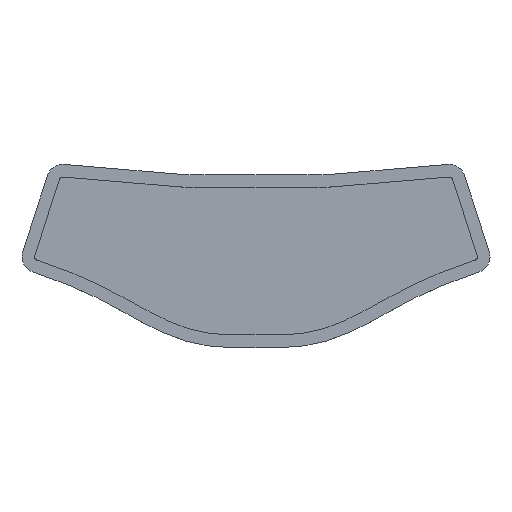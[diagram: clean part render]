
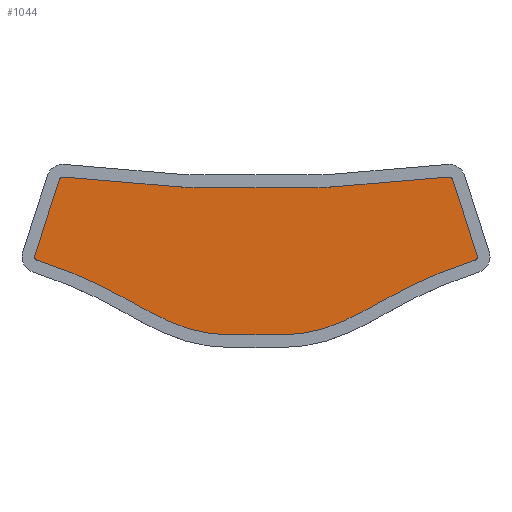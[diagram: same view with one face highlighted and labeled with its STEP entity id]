
A CAD part, top view. The second image highlights one B-rep face of the part: STEP entity #1044.
In plain terms, the highlighted planar face has unit normal (0, 0, 1).
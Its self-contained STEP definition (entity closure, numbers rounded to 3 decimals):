
#94=FACE_OUTER_BOUND('',#148,.T.);
#148=EDGE_LOOP('',(#911,#912,#913,#914,#915,#916,#917,#918,#919,#920,#921,
#922,#923,#924,#925,#926,#927,#928,#929,#930,#931,#932,#933,#934,#935));
#181=CIRCLE('',#1106,175.);
#182=CIRCLE('',#1110,2.5);
#183=CIRCLE('',#1113,2.5);
#184=CIRCLE('',#1116,306.5);
#185=CIRCLE('',#1118,293.5);
#186=CIRCLE('',#1120,93.5);
#187=CIRCLE('',#1123,93.5);
#188=CIRCLE('',#1127,293.5);
#189=CIRCLE('',#1129,306.5);
#190=CIRCLE('',#1133,2.5);
#191=CIRCLE('',#1136,2.5);
#192=CIRCLE('',#1139,175.);
#246=LINE('',#1636,#350);
#248=LINE('',#1640,#352);
#251=LINE('',#1648,#355);
#254=LINE('',#1656,#358);
#259=LINE('',#1672,#363);
#264=LINE('',#1685,#368);
#271=LINE('',#1703,#375);
#274=LINE('',#1708,#378);
#277=LINE('',#1716,#381);
#279=LINE('',#1722,#383);
#281=LINE('',#1728,#385);
#284=LINE('',#1734,#388);
#302=LINE('',#1782,#406);
#350=VECTOR('',#1307,10.);
#352=VECTOR('',#1311,10.);
#355=VECTOR('',#1320,10.);
#358=VECTOR('',#1329,10.);
#363=VECTOR('',#1348,10.);
#368=VECTOR('',#1361,10.);
#375=VECTOR('',#1378,10.);
#378=VECTOR('',#1383,10.);
#381=VECTOR('',#1392,10.);
#383=VECTOR('',#1400,10.);
#385=VECTOR('',#1408,10.);
#388=VECTOR('',#1413,10.);
#406=VECTOR('',#1469,10.);
#468=VERTEX_POINT('',#1626);
#469=VERTEX_POINT('',#1628);
#471=VERTEX_POINT('',#1634);
#472=VERTEX_POINT('',#1638);
#473=VERTEX_POINT('',#1642);
#474=VERTEX_POINT('',#1646);
#475=VERTEX_POINT('',#1650);
#476=VERTEX_POINT('',#1654);
#477=VERTEX_POINT('',#1658);
#478=VERTEX_POINT('',#1662);
#479=VERTEX_POINT('',#1666);
#480=VERTEX_POINT('',#1670);
#481=VERTEX_POINT('',#1674);
#483=VERTEX_POINT('',#1682);
#484=VERTEX_POINT('',#1684);
#487=VERTEX_POINT('',#1692);
#488=VERTEX_POINT('',#1696);
#489=VERTEX_POINT('',#1700);
#490=VERTEX_POINT('',#1702);
#491=VERTEX_POINT('',#1706);
#492=VERTEX_POINT('',#1710);
#493=VERTEX_POINT('',#1714);
#494=VERTEX_POINT('',#1720);
#495=VERTEX_POINT('',#1724);
#497=VERTEX_POINT('',#1732);
#583=EDGE_CURVE('',#468,#469,#181,.T.);
#587=EDGE_CURVE('',#471,#468,#246,.T.);
#589=EDGE_CURVE('',#472,#471,#248,.T.);
#591=EDGE_CURVE('',#473,#472,#182,.T.);
#593=EDGE_CURVE('',#474,#473,#251,.T.);
#595=EDGE_CURVE('',#475,#474,#183,.T.);
#597=EDGE_CURVE('',#476,#475,#254,.T.);
#599=EDGE_CURVE('',#477,#476,#184,.T.);
#601=EDGE_CURVE('',#478,#477,#185,.T.);
#603=EDGE_CURVE('',#479,#478,#186,.T.);
#605=EDGE_CURVE('',#480,#479,#259,.T.);
#607=EDGE_CURVE('',#480,#481,#187,.T.);
#611=EDGE_CURVE('',#483,#484,#264,.T.);
#616=EDGE_CURVE('',#481,#487,#188,.T.);
#618=EDGE_CURVE('',#487,#488,#189,.T.);
#620=EDGE_CURVE('',#490,#489,#271,.T.);
#623=EDGE_CURVE('',#488,#491,#274,.T.);
#625=EDGE_CURVE('',#491,#492,#190,.T.);
#627=EDGE_CURVE('',#492,#493,#277,.T.);
#628=EDGE_CURVE('',#493,#490,#191,.T.);
#630=EDGE_CURVE('',#489,#494,#279,.T.);
#632=EDGE_CURVE('',#494,#495,#192,.T.);
#633=EDGE_CURVE('',#495,#484,#281,.T.);
#636=EDGE_CURVE('',#483,#497,#284,.T.);
#660=EDGE_CURVE('',#469,#497,#302,.T.);
#911=ORIENTED_EDGE('',*,*,#636,.T.);
#912=ORIENTED_EDGE('',*,*,#660,.F.);
#913=ORIENTED_EDGE('',*,*,#583,.F.);
#914=ORIENTED_EDGE('',*,*,#587,.F.);
#915=ORIENTED_EDGE('',*,*,#589,.F.);
#916=ORIENTED_EDGE('',*,*,#591,.F.);
#917=ORIENTED_EDGE('',*,*,#593,.F.);
#918=ORIENTED_EDGE('',*,*,#595,.F.);
#919=ORIENTED_EDGE('',*,*,#597,.F.);
#920=ORIENTED_EDGE('',*,*,#599,.F.);
#921=ORIENTED_EDGE('',*,*,#601,.F.);
#922=ORIENTED_EDGE('',*,*,#603,.F.);
#923=ORIENTED_EDGE('',*,*,#605,.F.);
#924=ORIENTED_EDGE('',*,*,#607,.T.);
#925=ORIENTED_EDGE('',*,*,#616,.T.);
#926=ORIENTED_EDGE('',*,*,#618,.T.);
#927=ORIENTED_EDGE('',*,*,#623,.T.);
#928=ORIENTED_EDGE('',*,*,#625,.T.);
#929=ORIENTED_EDGE('',*,*,#627,.T.);
#930=ORIENTED_EDGE('',*,*,#628,.T.);
#931=ORIENTED_EDGE('',*,*,#620,.T.);
#932=ORIENTED_EDGE('',*,*,#630,.T.);
#933=ORIENTED_EDGE('',*,*,#632,.T.);
#934=ORIENTED_EDGE('',*,*,#633,.T.);
#935=ORIENTED_EDGE('',*,*,#611,.F.);
#991=PLANE('',#1160);
#1044=ADVANCED_FACE('',(#94),#991,.T.);
#1106=AXIS2_PLACEMENT_3D('',#1629,#1300,#1301);
#1110=AXIS2_PLACEMENT_3D('',#1644,#1315,#1316);
#1113=AXIS2_PLACEMENT_3D('',#1652,#1324,#1325);
#1116=AXIS2_PLACEMENT_3D('',#1660,#1333,#1334);
#1118=AXIS2_PLACEMENT_3D('',#1664,#1338,#1339);
#1120=AXIS2_PLACEMENT_3D('',#1668,#1343,#1344);
#1123=AXIS2_PLACEMENT_3D('',#1676,#1352,#1353);
#1127=AXIS2_PLACEMENT_3D('',#1694,#1368,#1369);
#1129=AXIS2_PLACEMENT_3D('',#1698,#1373,#1374);
#1133=AXIS2_PLACEMENT_3D('',#1712,#1387,#1388);
#1136=AXIS2_PLACEMENT_3D('',#1718,#1395,#1396);
#1139=AXIS2_PLACEMENT_3D('',#1726,#1404,#1405);
#1160=AXIS2_PLACEMENT_3D('',#1781,#1467,#1468);
#1300=DIRECTION('center_axis',(0.,0.,1.));
#1301=DIRECTION('ref_axis',(-0.085,-0.996,0.));
#1307=DIRECTION('',(0.996,-0.085,0.));
#1311=DIRECTION('',(0.996,-0.085,0.));
#1315=DIRECTION('center_axis',(0.,0.,-1.));
#1316=DIRECTION('ref_axis',(0.085,0.996,0.));
#1320=DIRECTION('',(0.309,0.951,0.));
#1324=DIRECTION('center_axis',(0.,0.,-1.));
#1325=DIRECTION('ref_axis',(-0.951,0.309,0.));
#1329=DIRECTION('',(-0.951,0.309,0.));
#1333=DIRECTION('center_axis',(0.,0.,1.));
#1334=DIRECTION('ref_axis',(0.499,0.867,0.));
#1338=DIRECTION('center_axis',(0.,0.,-1.));
#1339=DIRECTION('ref_axis',(-0.499,-0.867,0.));
#1343=DIRECTION('center_axis',(0.,0.,-1.));
#1344=DIRECTION('ref_axis',(-0.416,-0.909,0.));
#1348=DIRECTION('',(-1.,0.,0.));
#1352=DIRECTION('center_axis',(0.,0.,1.));
#1353=DIRECTION('ref_axis',(0.416,-0.909,0.));
#1361=DIRECTION('',(1.,0.,0.));
#1368=DIRECTION('center_axis',(0.,0.,1.));
#1369=DIRECTION('ref_axis',(0.499,-0.867,0.));
#1373=DIRECTION('center_axis',(0.,0.,-1.));
#1374=DIRECTION('ref_axis',(-0.499,0.867,0.));
#1378=DIRECTION('',(-0.996,-0.085,0.));
#1383=DIRECTION('',(0.951,0.309,0.));
#1387=DIRECTION('center_axis',(0.,0.,1.));
#1388=DIRECTION('ref_axis',(0.951,0.309,0.));
#1392=DIRECTION('',(-0.309,0.951,0.));
#1395=DIRECTION('center_axis',(0.,0.,1.));
#1396=DIRECTION('ref_axis',(-0.085,0.996,0.));
#1400=DIRECTION('',(-0.996,-0.085,0.));
#1404=DIRECTION('center_axis',(0.,0.,-1.));
#1405=DIRECTION('ref_axis',(0.085,-0.996,0.));
#1408=DIRECTION('',(-1.,0.,0.));
#1413=DIRECTION('',(-1.,0.,0.));
#1467=DIRECTION('center_axis',(0.,0.,1.));
#1468=DIRECTION('ref_axis',(-1.,0.,0.));
#1469=DIRECTION('',(1.,0.,0.));
#1626=CARTESIAN_POINT('',(-50.662,46.5,-5.6));
#1628=CARTESIAN_POINT('',(-35.818,45.869,-5.6));
#1629=CARTESIAN_POINT('Origin',(-35.818,220.869,-5.6));
#1634=CARTESIAN_POINT('',(-59.604,47.261,-5.6));
#1636=CARTESIAN_POINT('',(-59.604,47.261,-5.6));
#1638=CARTESIAN_POINT('',(-122.238,52.593,-5.6));
#1640=CARTESIAN_POINT('',(-122.238,52.593,-5.6));
#1642=CARTESIAN_POINT('',(-124.828,50.875,-5.6));
#1644=CARTESIAN_POINT('Origin',(-122.45,50.102,-5.6));
#1646=CARTESIAN_POINT('',(-140.424,2.871,-5.6));
#1648=CARTESIAN_POINT('',(-140.424,2.871,-5.6));
#1650=CARTESIAN_POINT('',(-138.819,-0.279,-5.6));
#1652=CARTESIAN_POINT('Origin',(-138.046,2.098,-5.6));
#1654=CARTESIAN_POINT('',(-137.492,-0.71,-5.6));
#1656=CARTESIAN_POINT('',(-137.492,-0.71,-5.6));
#1658=CARTESIAN_POINT('',(-79.218,-26.621,-5.6));
#1660=CARTESIAN_POINT('Origin',(-232.203,-292.21,-5.6));
#1662=CARTESIAN_POINT('',(-54.86,-39.175,-5.6));
#1664=CARTESIAN_POINT('Origin',(67.279,227.704,-5.6));
#1666=CARTESIAN_POINT('',(-15.95,-47.656,-5.6));
#1668=CARTESIAN_POINT('Origin',(-15.95,45.844,-5.6));
#1670=CARTESIAN_POINT('',(15.95,-47.656,-5.6));
#1672=CARTESIAN_POINT('',(15.95,-47.656,-5.6));
#1674=CARTESIAN_POINT('',(54.86,-39.175,-5.6));
#1676=CARTESIAN_POINT('Origin',(15.95,45.844,-5.6));
#1682=CARTESIAN_POINT('',(0.,45.869,-5.6));
#1684=CARTESIAN_POINT('',(28.907,45.869,-5.6));
#1685=CARTESIAN_POINT('',(23.909,45.869,-5.6));
#1692=CARTESIAN_POINT('',(79.218,-26.621,-5.6));
#1694=CARTESIAN_POINT('Origin',(-67.279,227.704,-5.6));
#1696=CARTESIAN_POINT('',(137.492,-0.71,-5.6));
#1698=CARTESIAN_POINT('Origin',(232.203,-292.21,-5.6));
#1700=CARTESIAN_POINT('',(59.604,47.261,-5.6));
#1702=CARTESIAN_POINT('',(122.238,52.593,-5.6));
#1703=CARTESIAN_POINT('',(122.238,52.593,-5.6));
#1706=CARTESIAN_POINT('',(138.819,-0.279,-5.6));
#1708=CARTESIAN_POINT('',(137.492,-0.71,-5.6));
#1710=CARTESIAN_POINT('',(140.424,2.871,-5.6));
#1712=CARTESIAN_POINT('Origin',(138.046,2.098,-5.6));
#1714=CARTESIAN_POINT('',(124.828,50.875,-5.6));
#1716=CARTESIAN_POINT('',(140.424,2.871,-5.6));
#1718=CARTESIAN_POINT('Origin',(122.45,50.102,-5.6));
#1720=CARTESIAN_POINT('',(50.662,46.5,-5.6));
#1722=CARTESIAN_POINT('',(59.604,47.261,-5.6));
#1724=CARTESIAN_POINT('',(35.818,45.869,-5.6));
#1726=CARTESIAN_POINT('Origin',(35.818,220.869,-5.6));
#1728=CARTESIAN_POINT('',(35.818,45.869,-5.6));
#1732=CARTESIAN_POINT('',(-28.907,45.869,-5.6));
#1734=CARTESIAN_POINT('',(-23.909,45.869,-5.6));
#1781=CARTESIAN_POINT('Origin',(-12.,2.473,-5.6));
#1782=CARTESIAN_POINT('',(-35.818,45.869,-5.6));
